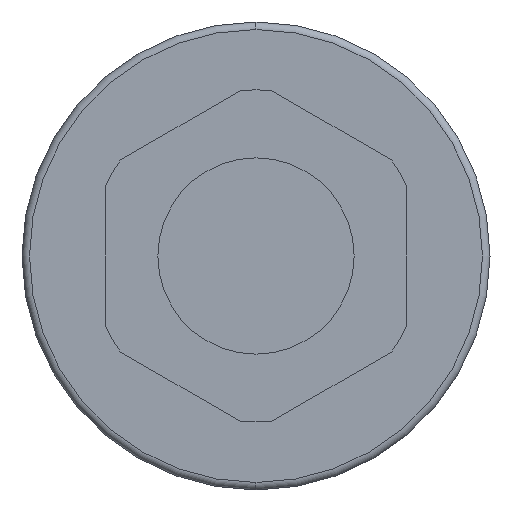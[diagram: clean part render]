
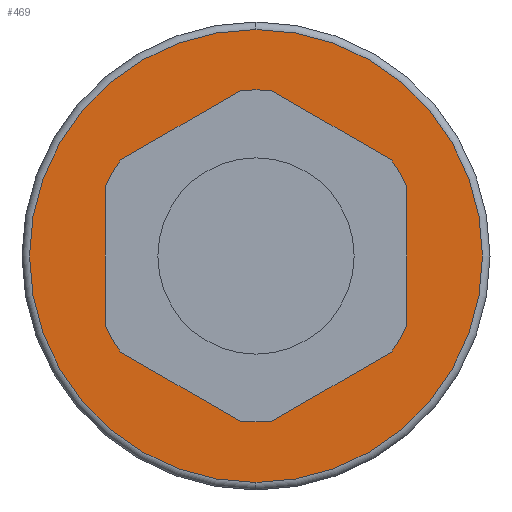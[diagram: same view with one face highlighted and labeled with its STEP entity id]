
A CAD part, left-side view. The second image highlights one B-rep face of the part: STEP entity #469.
In plain terms, the highlighted planar face has unit normal (-1, 0, 0).
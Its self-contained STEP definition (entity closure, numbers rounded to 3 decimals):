
#50 = FACE_BOUND ( 'NONE', #338, .T. ) ;
#58 = ORIENTED_EDGE ( 'NONE', *, *, #664, .T. ) ;
#97 = EDGE_CURVE ( 'NONE', #1203, #134, #353, .T. ) ;
#103 = AXIS2_PLACEMENT_3D ( 'NONE', #1012, #389, #503 ) ;
#119 = EDGE_CURVE ( 'NONE', #1127, #1178, #620, .T. ) ;
#134 = VERTEX_POINT ( 'NONE', #1333 ) ;
#139 = ORIENTED_EDGE ( 'NONE', *, *, #502, .F. ) ;
#178 = AXIS2_PLACEMENT_3D ( 'NONE', #220, #1136, #209 ) ;
#209 = DIRECTION ( 'NONE',  ( 0., 0., -1. ) ) ;
#220 = CARTESIAN_POINT ( 'NONE',  ( 19., 0., 0. ) ) ;
#227 = CARTESIAN_POINT ( 'NONE',  ( 19., 0., 15. ) ) ;
#338 = EDGE_LOOP ( 'NONE', ( #139, #450 ) ) ;
#353 = CIRCLE ( 'NONE', #1274, 9.75 ) ;
#365 = PLANE ( 'NONE',  #591 ) ;
#389 = DIRECTION ( 'NONE',  ( -1., 0., 0. ) ) ;
#405 = DIRECTION ( 'NONE',  ( 0., 0., 1. ) ) ;
#450 = ORIENTED_EDGE ( 'NONE', *, *, #97, .F. ) ;
#469 = ADVANCED_FACE ( 'NONE', ( #1139, #50 ), #365, .F. ) ;
#491 = DIRECTION ( 'NONE',  ( 0., 0., -1. ) ) ;
#502 = EDGE_CURVE ( 'NONE', #134, #1203, #1115, .T. ) ;
#503 = DIRECTION ( 'NONE',  ( 0., 0., 1. ) ) ;
#591 = AXIS2_PLACEMENT_3D ( 'NONE', #1291, #1308, #491 ) ;
#604 = DIRECTION ( 'NONE',  ( -1., 0., 0. ) ) ;
#620 = CIRCLE ( 'NONE', #788, 15. ) ;
#664 = EDGE_CURVE ( 'NONE', #1178, #1127, #1302, .T. ) ;
#723 = CARTESIAN_POINT ( 'NONE',  ( 19., 0., 0. ) ) ;
#788 = AXIS2_PLACEMENT_3D ( 'NONE', #723, #1013, #1218 ) ;
#859 = CARTESIAN_POINT ( 'NONE',  ( 19., 0., -15. ) ) ;
#943 = CARTESIAN_POINT ( 'NONE',  ( 19., 0., -9.75 ) ) ;
#974 = EDGE_LOOP ( 'NONE', ( #1024, #58 ) ) ;
#1012 = CARTESIAN_POINT ( 'NONE',  ( 19., 0., 0. ) ) ;
#1013 = DIRECTION ( 'NONE',  ( -1., 0., 0. ) ) ;
#1024 = ORIENTED_EDGE ( 'NONE', *, *, #119, .T. ) ;
#1112 = CARTESIAN_POINT ( 'NONE',  ( 19., 0., 0. ) ) ;
#1115 = CIRCLE ( 'NONE', #103, 9.75 ) ;
#1127 = VERTEX_POINT ( 'NONE', #859 ) ;
#1136 = DIRECTION ( 'NONE',  ( -1., 0., 0. ) ) ;
#1139 = FACE_OUTER_BOUND ( 'NONE', #974, .T. ) ;
#1178 = VERTEX_POINT ( 'NONE', #227 ) ;
#1203 = VERTEX_POINT ( 'NONE', #943 ) ;
#1218 = DIRECTION ( 'NONE',  ( 0., 0., -1. ) ) ;
#1274 = AXIS2_PLACEMENT_3D ( 'NONE', #1112, #604, #405 ) ;
#1291 = CARTESIAN_POINT ( 'NONE',  ( 19., 9.75, 0. ) ) ;
#1302 = CIRCLE ( 'NONE', #178, 15. ) ;
#1308 = DIRECTION ( 'NONE',  ( 1., 0., 0. ) ) ;
#1333 = CARTESIAN_POINT ( 'NONE',  ( 19., 0., 9.75 ) ) ;
